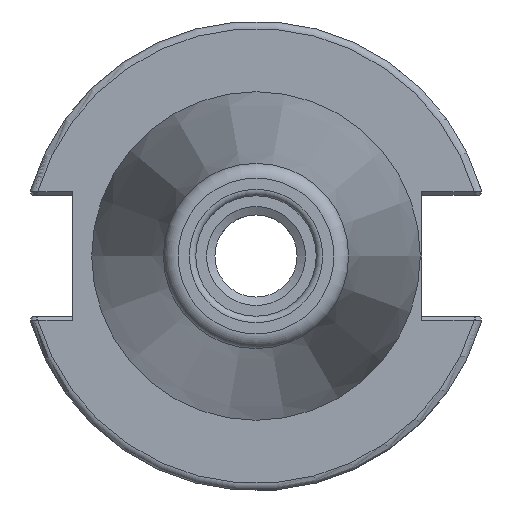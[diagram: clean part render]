
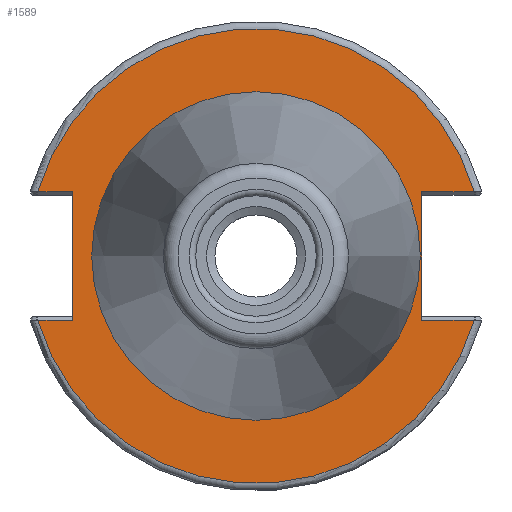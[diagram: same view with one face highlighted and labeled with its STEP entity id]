
A CAD part, left-side view. The second image highlights one B-rep face of the part: STEP entity #1589.
In plain terms, the highlighted planar face has unit normal (-1, 0, 0).
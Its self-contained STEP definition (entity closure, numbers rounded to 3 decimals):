
#65=FACE_BOUND('',#431,.T.);
#74=PLANE('',#1734);
#117=LINE('',#2542,#216);
#119=LINE('',#2610,#218);
#120=LINE('',#2612,#219);
#121=LINE('',#2616,#220);
#122=LINE('',#2618,#221);
#123=LINE('',#2619,#222);
#216=VECTOR('',#1956,10.);
#218=VECTOR('',#1974,10.);
#219=VECTOR('',#1975,10.);
#220=VECTOR('',#1978,10.);
#221=VECTOR('',#1979,10.);
#222=VECTOR('',#1980,10.);
#337=FACE_OUTER_BOUND('',#430,.T.);
#430=EDGE_LOOP('',(#1182,#1183,#1184,#1185,#1186,#1187,#1188,#1189));
#431=EDGE_LOOP('',(#1190,#1191));
#539=CIRCLE('',#1733,30.775);
#540=CIRCLE('',#1735,30.775);
#541=CIRCLE('',#1736,22.225);
#542=CIRCLE('',#1737,22.225);
#679=VERTEX_POINT('',#2535);
#682=VERTEX_POINT('',#2540);
#688=VERTEX_POINT('',#2588);
#690=VERTEX_POINT('',#2609);
#691=VERTEX_POINT('',#2611);
#692=VERTEX_POINT('',#2613);
#693=VERTEX_POINT('',#2615);
#694=VERTEX_POINT('',#2617);
#695=VERTEX_POINT('',#2620);
#696=VERTEX_POINT('',#2621);
#864=EDGE_CURVE('',#682,#679,#117,.T.);
#874=EDGE_CURVE('',#679,#688,#539,.T.);
#877=EDGE_CURVE('',#682,#690,#119,.T.);
#878=EDGE_CURVE('',#691,#690,#120,.T.);
#879=EDGE_CURVE('',#692,#691,#540,.T.);
#880=EDGE_CURVE('',#693,#692,#121,.T.);
#881=EDGE_CURVE('',#693,#694,#122,.T.);
#882=EDGE_CURVE('',#688,#694,#123,.T.);
#883=EDGE_CURVE('',#695,#696,#541,.T.);
#884=EDGE_CURVE('',#696,#695,#542,.T.);
#1182=ORIENTED_EDGE('',*,*,#864,.F.);
#1183=ORIENTED_EDGE('',*,*,#877,.T.);
#1184=ORIENTED_EDGE('',*,*,#878,.F.);
#1185=ORIENTED_EDGE('',*,*,#879,.F.);
#1186=ORIENTED_EDGE('',*,*,#880,.F.);
#1187=ORIENTED_EDGE('',*,*,#881,.T.);
#1188=ORIENTED_EDGE('',*,*,#882,.F.);
#1189=ORIENTED_EDGE('',*,*,#874,.F.);
#1190=ORIENTED_EDGE('',*,*,#883,.T.);
#1191=ORIENTED_EDGE('',*,*,#884,.T.);
#1589=ADVANCED_FACE('',(#337,#65),#74,.T.);
#1733=AXIS2_PLACEMENT_3D('',#2589,#1970,#1971);
#1734=AXIS2_PLACEMENT_3D('',#2608,#1972,#1973);
#1735=AXIS2_PLACEMENT_3D('',#2614,#1976,#1977);
#1736=AXIS2_PLACEMENT_3D('',#2622,#1981,#1982);
#1737=AXIS2_PLACEMENT_3D('',#2623,#1983,#1984);
#1956=DIRECTION('',(0.,-1.,0.));
#1970=DIRECTION('center_axis',(1.,0.,0.));
#1971=DIRECTION('ref_axis',(0.,0.,-1.));
#1972=DIRECTION('center_axis',(-1.,0.,0.));
#1973=DIRECTION('ref_axis',(0.,0.,1.));
#1974=DIRECTION('',(0.,0.,1.));
#1975=DIRECTION('',(0.,1.,0.));
#1976=DIRECTION('center_axis',(1.,0.,0.));
#1977=DIRECTION('ref_axis',(0.,0.,-1.));
#1978=DIRECTION('',(0.,1.,0.));
#1979=DIRECTION('',(0.,0.,-1.));
#1980=DIRECTION('',(0.,-1.,0.));
#1981=DIRECTION('center_axis',(1.,0.,0.));
#1982=DIRECTION('ref_axis',(0.,0.,-1.));
#1983=DIRECTION('center_axis',(1.,0.,0.));
#1984=DIRECTION('ref_axis',(0.,0.,-1.));
#2535=CARTESIAN_POINT('',(3.175,-29.523,-8.69));
#2540=CARTESIAN_POINT('',(3.175,-22.41,-8.69));
#2542=CARTESIAN_POINT('',(3.175,-4.878,-8.69));
#2588=CARTESIAN_POINT('',(3.175,29.523,-8.69));
#2589=CARTESIAN_POINT('Origin',(3.175,0.,
0.));
#2608=CARTESIAN_POINT('Origin',(3.175,30.775,0.));
#2609=CARTESIAN_POINT('',(3.175,-22.41,8.69));
#2610=CARTESIAN_POINT('',(3.175,-22.41,-4.095));
#2611=CARTESIAN_POINT('',(3.175,-29.523,8.69));
#2612=CARTESIAN_POINT('',(3.175,4.182,8.69));
#2613=CARTESIAN_POINT('',(3.175,29.523,8.69));
#2614=CARTESIAN_POINT('Origin',(3.175,0.,
0.));
#2615=CARTESIAN_POINT('',(3.175,24.8,8.69));
#2616=CARTESIAN_POINT('',(3.175,32.958,8.69));
#2617=CARTESIAN_POINT('',(3.175,24.8,-8.69));
#2618=CARTESIAN_POINT('',(3.175,24.8,4.095));
#2619=CARTESIAN_POINT('',(3.175,27.788,-8.69));
#2620=CARTESIAN_POINT('',(3.175,22.225,0.));
#2621=CARTESIAN_POINT('',(3.175,-22.225,0.));
#2622=CARTESIAN_POINT('Origin',(3.175,0.,
0.));
#2623=CARTESIAN_POINT('Origin',(3.175,0.,
0.));
